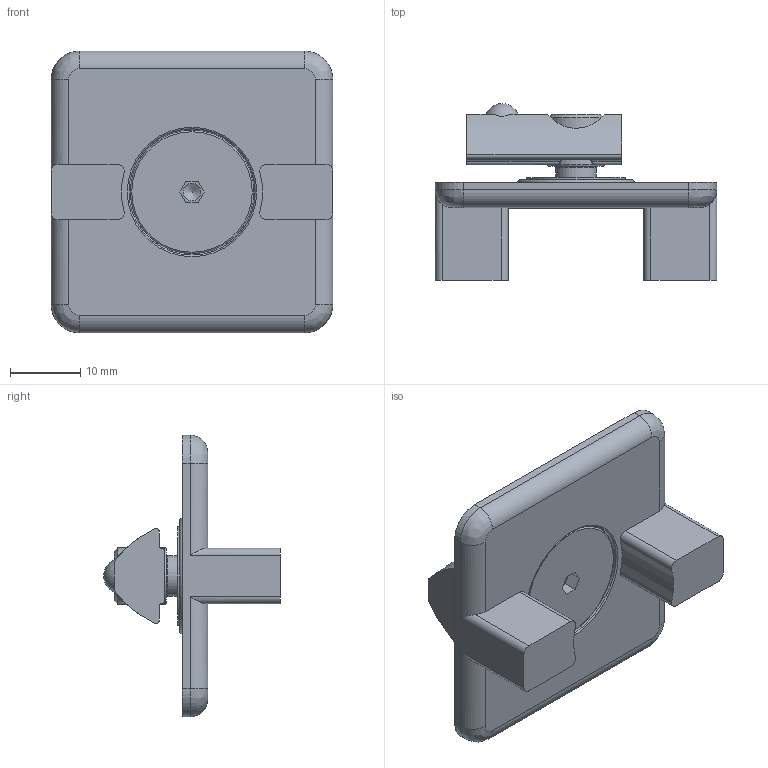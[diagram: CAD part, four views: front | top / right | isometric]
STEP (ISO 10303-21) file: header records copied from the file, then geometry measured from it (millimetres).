
FILE_DESCRIPTION(/* description */ ('STEP AP214'),/* implementation_level */ '2;1');
FILE_NAME(/* name */ '1025295.stp',/* time_stamp */ '2024-06-03T14:30:44+02:00',/* author */ ('Bo'),/* organization */ ('CADENAS'),/* preprocessor_version */ 'ST-DEVELOPER v20',/* originating_system */ 'Autodesk Inventor 2025',/* authorisation */ ' ');
FILE_SCHEMA (('AUTOMOTIVE_DESIGN { 1 0 10303 214 3 1 1 }'));
Length unit declared in the file: millimetre
Products named in the file (5): 1025295; 093ST4040N08p4; 093ST4040N08p3; 093ST4040N08p2; 093ST4040N08p1
Assembly tree (4 placements, depth 2):
  1025295
    093ST4040N08p4
    093ST4040N08p3
    093ST4040N08p2
    093ST4040N08p1
Bounding box: 40 x 25.1 x 40 mm (x, y, z)
Volume: 8474.3 mm3; surface area: 6754.3 mm2
Topology: 4 solids, 4 shells, 119 faces, 279 edges, 181 vertices
Faces by surface type: cylinder 55, plane 44, torus 11, cone 4, bspline 4, sphere 1
Full cylindrical faces by diameter (mm): 2.5 x1, 3 x4, 5 x4, 5.8 x1, 6.8 x1, 8 x2, 14 x2, 17.5 x1
Entity records: 3861 total; most frequent: CARTESIAN_POINT 830, DIRECTION 642, ORIENTED_EDGE 554, EDGE_CURVE 277, AXIS2_PLACEMENT_3D 259, VERTEX_POINT 181, EDGE_LOOP 140, CIRCLE 135
